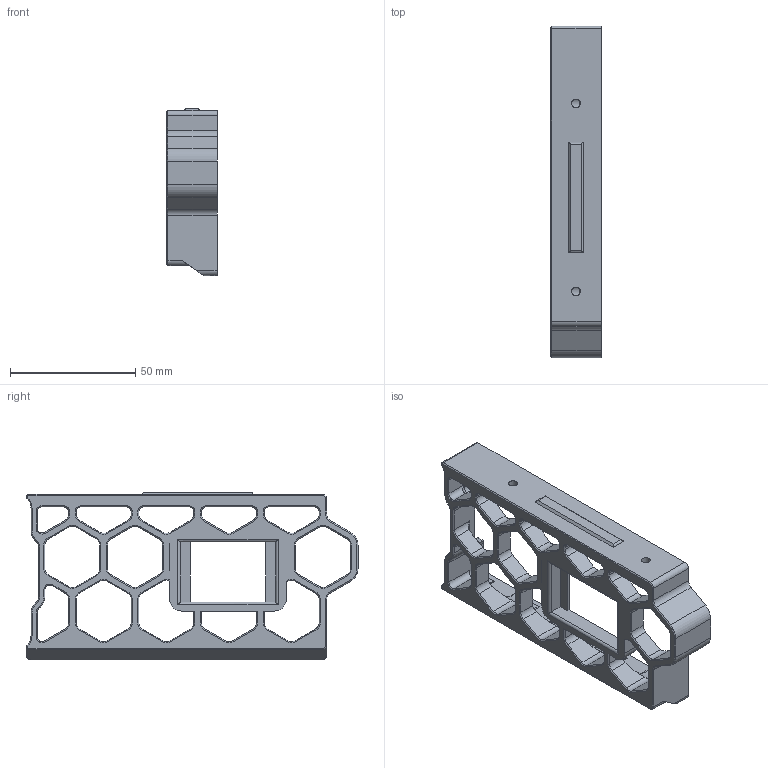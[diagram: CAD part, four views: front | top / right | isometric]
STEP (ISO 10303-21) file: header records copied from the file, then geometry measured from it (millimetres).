
FILE_DESCRIPTION(/* description */ (''),/* implementation_level */ '2;1');
FILE_NAME(/* name */ 'switchwire-switchskirt.step',/* time_stamp */ '2022-03-20T20:09:18-07:00',/* author */ (''),/* organization */ (''),/* preprocessor_version */ 'ST-DEVELOPER v18.1',/* originating_system */ 'Autodesk Translation Framework v10.13.0.1454',/* authorisation */ '');
FILE_SCHEMA (('AUTOMOTIVE_DESIGN { 1 0 10303 214 3 1 1 }'));
Length unit declared in the file: millimetre
Products named in the file (5): switchwire-switchskirt; Skirt; Sides; Side Skirt A (1); 350 (3)
Assembly tree (4 placements, depth 5):
  switchwire-switchskirt
    Skirt
      Sides
        Side Skirt A (1)
          350 (3)
Bounding box: 20 x 132.5 x 66.8 mm (x, y, z)
Volume: 40888.6 mm3; surface area: 25653.2 mm2
Topology: 1 solids, 1 shells, 433 faces, 1155 edges, 715 vertices
Faces by surface type: plane 214, cylinder 127, cone 83, torus 5, bspline 4
Full cylindrical faces by diameter (mm): 3.5 x2, 6 x2
Entity records: 14291 total; most frequent: CARTESIAN_POINT 3287, ORIENTED_EDGE 2310, DIRECTION 2261, EDGE_CURVE 1155, AXIS2_PLACEMENT_3D 769, LINE 723, VECTOR 723, VERTEX_POINT 715
